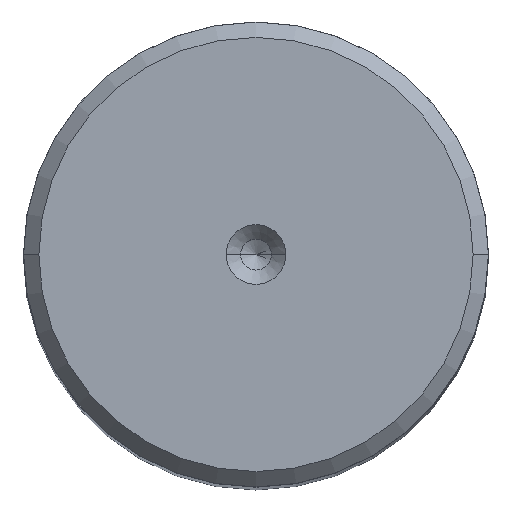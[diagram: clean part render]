
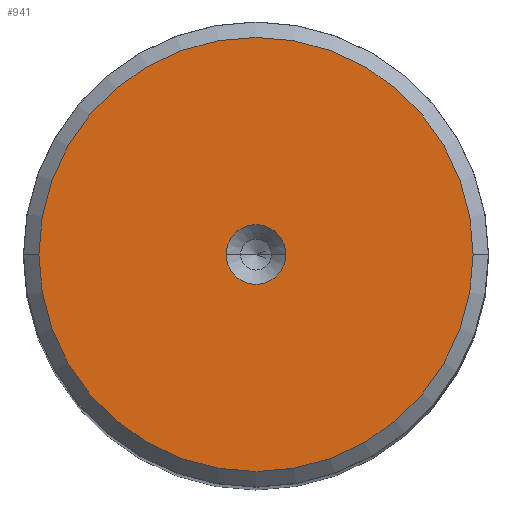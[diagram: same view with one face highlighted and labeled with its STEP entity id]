
A CAD part, top view. The second image highlights one B-rep face of the part: STEP entity #941.
In plain terms, the highlighted planar face has unit normal (0, 0, 1).
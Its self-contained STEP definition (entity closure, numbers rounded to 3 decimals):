
#44 = VERTEX_POINT ( 'NONE', #2035 ) ;
#142 = ORIENTED_EDGE ( 'NONE', *, *, #1631, .T. ) ;
#215 = CARTESIAN_POINT ( 'NONE',  ( 0., 0., 220. ) ) ;
#349 = EDGE_CURVE ( 'NONE', #2681, #44, #2316, .T. ) ;
#404 = VERTEX_POINT ( 'NONE', #1928 ) ;
#431 = AXIS2_PLACEMENT_3D ( 'NONE', #712, #2719, #1379 ) ;
#454 = CIRCLE ( 'NONE', #431, 28.017 ) ;
#527 = EDGE_CURVE ( 'NONE', #404, #2142, #929, .T. ) ;
#545 = EDGE_LOOP ( 'NONE', ( #2808, #2052 ) ) ;
#613 = DIRECTION ( 'NONE',  ( 1., 0., 0. ) ) ;
#643 = DIRECTION ( 'NONE',  ( 0., 0., 1. ) ) ;
#663 = CARTESIAN_POINT ( 'NONE',  ( 0., 0., 220. ) ) ;
#703 = EDGE_CURVE ( 'NONE', #2142, #404, #1258, .T. ) ;
#712 = CARTESIAN_POINT ( 'NONE',  ( 0., 0., 220. ) ) ;
#730 = AXIS2_PLACEMENT_3D ( 'NONE', #215, #643, #1354 ) ;
#763 = EDGE_LOOP ( 'NONE', ( #1043, #142 ) ) ;
#871 = DIRECTION ( 'NONE',  ( 0., 0., 1. ) ) ;
#929 = CIRCLE ( 'NONE', #2290, 3.85 ) ;
#941 = ADVANCED_FACE ( 'NONE', ( #1114, #2051 ), #2682, .T. ) ;
#1043 = ORIENTED_EDGE ( 'NONE', *, *, #349, .T. ) ;
#1114 = FACE_BOUND ( 'NONE', #545, .T. ) ;
#1258 = CIRCLE ( 'NONE', #2897, 3.85 ) ;
#1311 = CARTESIAN_POINT ( 'NONE',  ( 0., 0., 220. ) ) ;
#1354 = DIRECTION ( 'NONE',  ( 1., 0., 0. ) ) ;
#1379 = DIRECTION ( 'NONE',  ( 1., 0., 0. ) ) ;
#1631 = EDGE_CURVE ( 'NONE', #44, #2681, #454, .T. ) ;
#1737 = CARTESIAN_POINT ( 'NONE',  ( -3.85, 0., 220. ) ) ;
#1928 = CARTESIAN_POINT ( 'NONE',  ( 3.85, 0., 220. ) ) ;
#2010 = DIRECTION ( 'NONE',  ( 0., 0., 1. ) ) ;
#2017 = DIRECTION ( 'NONE',  ( 1., 0., 0. ) ) ;
#2035 = CARTESIAN_POINT ( 'NONE',  ( 28.017, 0., 220. ) ) ;
#2051 = FACE_OUTER_BOUND ( 'NONE', #763, .T. ) ;
#2052 = ORIENTED_EDGE ( 'NONE', *, *, #703, .F. ) ;
#2142 = VERTEX_POINT ( 'NONE', #1737 ) ;
#2290 = AXIS2_PLACEMENT_3D ( 'NONE', #1311, #871, #613 ) ;
#2316 = CIRCLE ( 'NONE', #2347, 28.017 ) ;
#2347 = AXIS2_PLACEMENT_3D ( 'NONE', #2840, #2371, #2831 ) ;
#2371 = DIRECTION ( 'NONE',  ( 0., 0., 1. ) ) ;
#2681 = VERTEX_POINT ( 'NONE', #2767 ) ;
#2682 = PLANE ( 'NONE',  #730 ) ;
#2719 = DIRECTION ( 'NONE',  ( 0., 0., 1. ) ) ;
#2767 = CARTESIAN_POINT ( 'NONE',  ( -28.017, 0., 220. ) ) ;
#2808 = ORIENTED_EDGE ( 'NONE', *, *, #527, .F. ) ;
#2831 = DIRECTION ( 'NONE',  ( 1., 0., 0. ) ) ;
#2840 = CARTESIAN_POINT ( 'NONE',  ( 0., 0., 220. ) ) ;
#2897 = AXIS2_PLACEMENT_3D ( 'NONE', #663, #2010, #2017 ) ;
